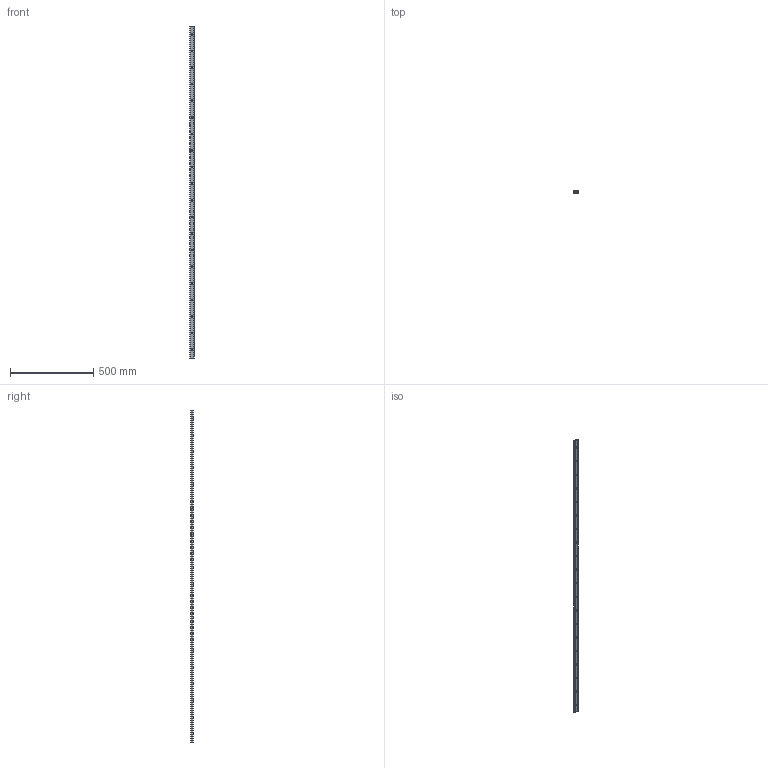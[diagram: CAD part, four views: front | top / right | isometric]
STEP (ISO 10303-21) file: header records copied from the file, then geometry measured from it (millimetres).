
FILE_DESCRIPTION (( 'STEP AP214' ), '1' );
FILE_NAME ('1109529_KSTP1.stp', '2018-07-26T14:18:20', ( '' ), ( '' ), 'SwSTEP 2.0', 'SolidWorks 2016', '' );
FILE_SCHEMA (( 'AUTOMOTIVE_DESIGN' ));
Length unit declared in the file: millimetre
Products named in the file (1): 1109529_KSTP1
Bounding box: 27 x 12.5 x 2000 mm (x, y, z)
Volume: 212540.9 mm3; surface area: 222038.1 mm2
Topology: 1 solids, 1 shells, 192 faces, 505 edges, 326 vertices
Faces by surface type: plane 75, cylinder 70, bspline 47
Entity records: 8435 total; most frequent: CARTESIAN_POINT 3875, ORIENTED_EDGE 1010, DIRECTION 795, EDGE_CURVE 505, VERTEX_POINT 326, AXIS2_PLACEMENT_3D 272, LINE 251, VECTOR 251
